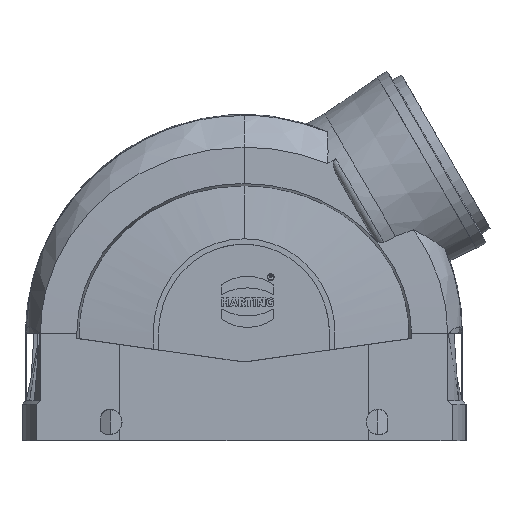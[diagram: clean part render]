
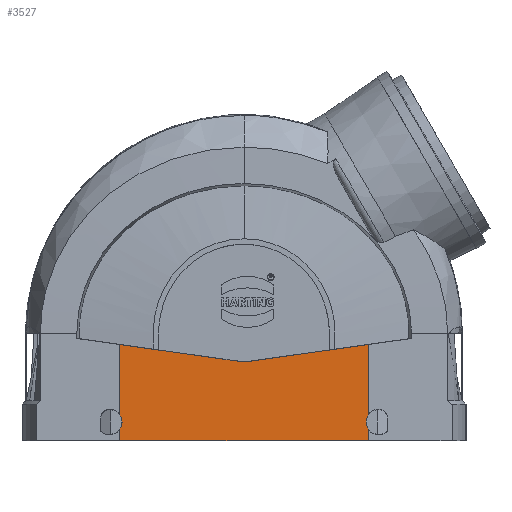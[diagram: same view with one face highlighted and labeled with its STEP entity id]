
A CAD part, front view. The second image highlights one B-rep face of the part: STEP entity #3527.
In plain terms, the highlighted planar face has unit normal (0, -1, 0).
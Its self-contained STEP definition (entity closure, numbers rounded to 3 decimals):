
#3026=FACE_OUTER_BOUND('',#4411,.T.);
#3527=ADVANCED_FACE('',(#3026),#3955,.F.);
#3955=PLANE('',#12243);
#4411=EDGE_LOOP('',(#5414,#5415,#5416,#5417,#5418,#5419,#5420,#5421,#5422));
#5414=ORIENTED_EDGE('',*,*,#8192,.T.);
#5415=ORIENTED_EDGE('',*,*,#8509,.T.);
#5416=ORIENTED_EDGE('',*,*,#8201,.T.);
#5417=ORIENTED_EDGE('',*,*,#8430,.T.);
#5418=ORIENTED_EDGE('',*,*,#8181,.T.);
#5419=ORIENTED_EDGE('',*,*,#8510,.T.);
#5420=ORIENTED_EDGE('',*,*,#8176,.T.);
#5421=ORIENTED_EDGE('',*,*,#8511,.T.);
#5422=ORIENTED_EDGE('',*,*,#8512,.T.);
#7369=VERTEX_POINT('',#15506);
#7370=VERTEX_POINT('',#15507);
#7374=VERTEX_POINT('',#15515);
#7375=VERTEX_POINT('',#15517);
#7385=VERTEX_POINT('',#15547);
#7386=VERTEX_POINT('',#15549);
#7394=VERTEX_POINT('',#15574);
#7395=VERTEX_POINT('',#15576);
#7633=VERTEX_POINT('',#18894);
#8176=EDGE_CURVE('',#7369,#7370,#10153,.T.);
#8181=EDGE_CURVE('',#7375,#7374,#10155,.T.);
#8192=EDGE_CURVE('',#7386,#7385,#10161,.T.);
#8201=EDGE_CURVE('',#7395,#7394,#10167,.T.);
#8430=EDGE_CURVE('',#7394,#7375,#10251,.T.);
#8509=EDGE_CURVE('',#7385,#7395,#9566,.T.);
#8510=EDGE_CURVE('',#7374,#7369,#9567,.T.);
#8511=EDGE_CURVE('',#7370,#7633,#10297,.T.);
#8512=EDGE_CURVE('',#7633,#7386,#10298,.T.);
#9566=CIRCLE('',#12241,3.5);
#9567=CIRCLE('',#12242,3.5);
#10153=LINE('',#15505,#10884);
#10155=LINE('',#15516,#10886);
#10161=LINE('',#15548,#10892);
#10167=LINE('',#15575,#10898);
#10251=LINE('',#18549,#10989);
#10297=LINE('',#18893,#11035);
#10298=LINE('',#18895,#11036);
#10884=VECTOR('',#13087,1.);
#10886=VECTOR('',#13095,1.);
#10892=VECTOR('',#13107,1.);
#10898=VECTOR('',#13113,1.);
#10989=VECTOR('',#13304,1.);
#11035=VECTOR('',#13420,1.);
#11036=VECTOR('',#13421,1.);
#12241=AXIS2_PLACEMENT_3D('',#18891,#13416,#13417);
#12242=AXIS2_PLACEMENT_3D('',#18892,#13418,#13419);
#12243=AXIS2_PLACEMENT_3D('',#18896,#13422,#13423);
#13087=DIRECTION('',(0.,0.,1.));
#13095=DIRECTION('',(0.,0.,1.));
#13107=DIRECTION('',(0.,0.,-1.));
#13113=DIRECTION('',(0.,0.,-1.));
#13304=DIRECTION('',(1.,0.,0.));
#13416=DIRECTION('',(0.,1.,0.));
#13417=DIRECTION('',(-1.,0.,0.));
#13418=DIRECTION('',(0.,1.,0.));
#13419=DIRECTION('',(-1.,0.,0.));
#13420=DIRECTION('',(-0.99,0.,-0.139));
#13421=DIRECTION('',(-0.99,0.,0.139));
#13422=DIRECTION('',(0.,1.,0.));
#13423=DIRECTION('',(-1.,0.,0.));
#15505=CARTESIAN_POINT('',(34.17,-22.5,20.3));
#15506=CARTESIAN_POINT('',(34.17,-22.5,-1.991));
#15507=CARTESIAN_POINT('',(34.17,-22.5,17.239));
#15515=CARTESIAN_POINT('',(34.17,-22.5,-6.109));
#15516=CARTESIAN_POINT('',(34.17,-22.5,20.3));
#15517=CARTESIAN_POINT('',(34.17,-22.5,-9.15));
#15547=CARTESIAN_POINT('',(-34.17,-22.5,-1.991));
#15548=CARTESIAN_POINT('',(-34.17,-22.5,20.3));
#15549=CARTESIAN_POINT('',(-34.17,-22.5,17.239));
#15574=CARTESIAN_POINT('',(-34.17,-22.5,-9.15));
#15575=CARTESIAN_POINT('',(-34.17,-22.5,20.3));
#15576=CARTESIAN_POINT('',(-34.17,-22.5,-6.109));
#18549=CARTESIAN_POINT('',(-34.17,-22.5,-9.15));
#18891=CARTESIAN_POINT('',(-37.,-22.5,-4.05));
#18892=CARTESIAN_POINT('',(37.,-22.5,-4.05));
#18893=CARTESIAN_POINT('',(34.592,-22.5,17.298));
#18894=CARTESIAN_POINT('',(0.,-22.5,12.437));
#18895=CARTESIAN_POINT('',(-34.592,-22.5,17.298));
#18896=CARTESIAN_POINT('',(-34.17,-22.5,20.3));
